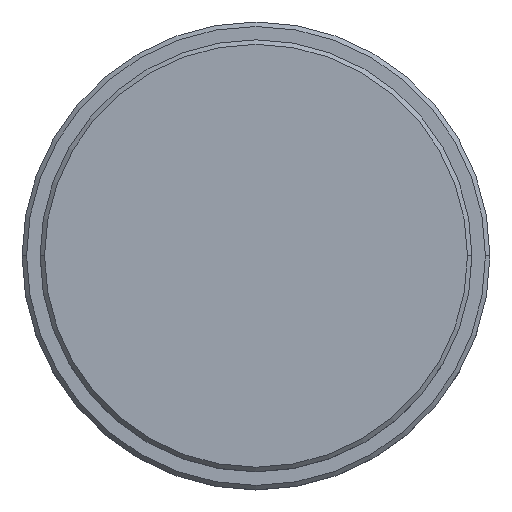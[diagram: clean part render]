
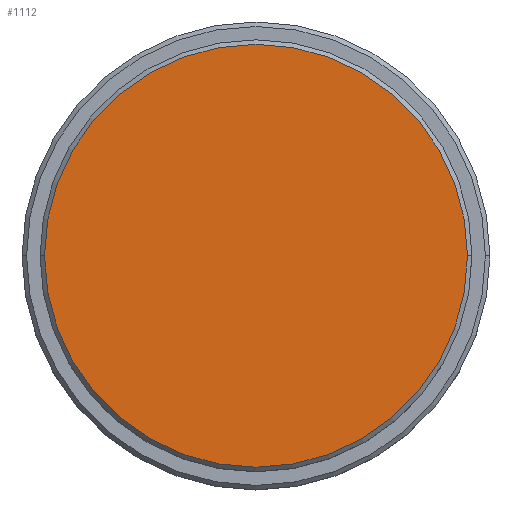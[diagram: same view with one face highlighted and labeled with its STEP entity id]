
A CAD part, top view. The second image highlights one B-rep face of the part: STEP entity #1112.
In plain terms, the highlighted planar face has unit normal (0, 0, 1).
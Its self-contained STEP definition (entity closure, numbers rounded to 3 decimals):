
#20 = EDGE_LOOP ( 'NONE', ( #365, #1387 ) ) ;
#87 = CARTESIAN_POINT ( 'NONE',  ( 23.5, 0., 0. ) ) ;
#255 = DIRECTION ( 'NONE',  ( 1., 0., 0. ) ) ;
#282 = VERTEX_POINT ( 'NONE', #87 ) ;
#351 = DIRECTION ( 'NONE',  ( 0., 0., 1. ) ) ;
#365 = ORIENTED_EDGE ( 'NONE', *, *, #1202, .T. ) ;
#376 = CARTESIAN_POINT ( 'NONE',  ( 0., 0., 0. ) ) ;
#407 = DIRECTION ( 'NONE',  ( 0., 0., 1. ) ) ;
#505 = DIRECTION ( 'NONE',  ( 0., 0., 1. ) ) ;
#653 = EDGE_CURVE ( 'NONE', #282, #1158, #1128, .T. ) ;
#800 = DIRECTION ( 'NONE',  ( 1., 0., 0. ) ) ;
#1074 = CIRCLE ( 'NONE', #1168, 23.5 ) ;
#1104 = CARTESIAN_POINT ( 'NONE',  ( 0., 0., 0. ) ) ;
#1112 = ADVANCED_FACE ( 'NONE', ( #1118 ), #1245, .T. ) ;
#1114 = DIRECTION ( 'NONE',  ( 1., 0., 0. ) ) ;
#1118 = FACE_OUTER_BOUND ( 'NONE', #20, .T. ) ;
#1128 = CIRCLE ( 'NONE', #1290, 23.5 ) ;
#1158 = VERTEX_POINT ( 'NONE', #1393 ) ;
#1168 = AXIS2_PLACEMENT_3D ( 'NONE', #1104, #351, #255 ) ;
#1202 = EDGE_CURVE ( 'NONE', #1158, #282, #1074, .T. ) ;
#1245 = PLANE ( 'NONE',  #1320 ) ;
#1290 = AXIS2_PLACEMENT_3D ( 'NONE', #1350, #407, #1114 ) ;
#1320 = AXIS2_PLACEMENT_3D ( 'NONE', #376, #505, #800 ) ;
#1350 = CARTESIAN_POINT ( 'NONE',  ( 0., 0., 0. ) ) ;
#1387 = ORIENTED_EDGE ( 'NONE', *, *, #653, .T. ) ;
#1393 = CARTESIAN_POINT ( 'NONE',  ( -23.5, 0., 0. ) ) ;
